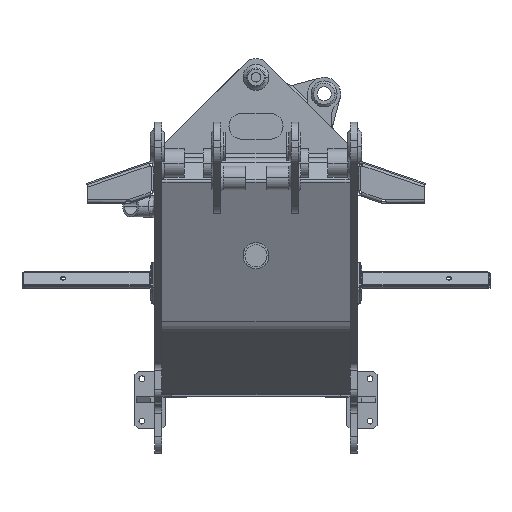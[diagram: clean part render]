
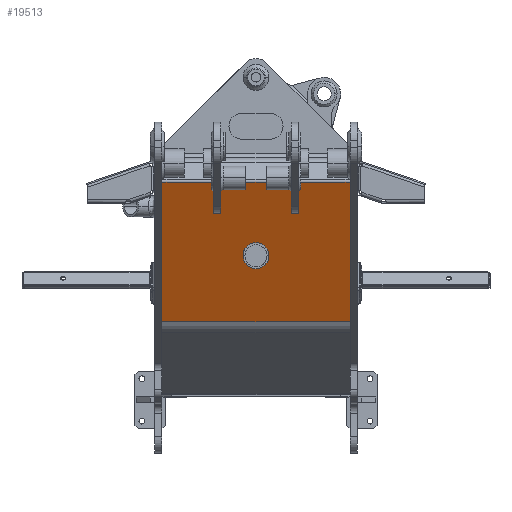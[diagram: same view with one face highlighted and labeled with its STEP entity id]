
A CAD part, top view. The second image highlights one B-rep face of the part: STEP entity #19513.
In plain terms, the highlighted face is planar.
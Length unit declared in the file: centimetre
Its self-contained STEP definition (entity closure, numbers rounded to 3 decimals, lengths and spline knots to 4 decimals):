
#126 = CARTESIAN_POINT ( 'NONE',  ( -11.43, 36.7855, 63.6022 ) ) ;
#218 = VECTOR ( 'NONE', #16797, 100. ) ;
#553 = VERTEX_POINT ( 'NONE', #4295 ) ;
#1239 = ORIENTED_EDGE ( 'NONE', *, *, #4187, .T. ) ;
#1564 = EDGE_CURVE ( 'NONE', #2998, #7819, #6288, .T. ) ;
#1776 = VERTEX_POINT ( 'NONE', #15016 ) ;
#2765 = CARTESIAN_POINT ( 'NONE',  ( 11.43, 36.7855, 63.6022 ) ) ;
#2838 = DIRECTION ( 'NONE',  ( 1., 0., 0. ) ) ;
#2998 = VERTEX_POINT ( 'NONE', #20386 ) ;
#3332 = EDGE_CURVE ( 'NONE', #23536, #20503, #7811, .T. ) ;
#3621 = AXIS2_PLACEMENT_3D ( 'NONE', #14859, #21906, #22255 ) ;
#3904 = EDGE_CURVE ( 'NONE', #22770, #16673, #12131, .T. ) ;
#3999 = ORIENTED_EDGE ( 'NONE', *, *, #1564, .T. ) ;
#4187 = EDGE_CURVE ( 'NONE', #5081, #16524, #4477, .T. ) ;
#4295 = CARTESIAN_POINT ( 'NONE',  ( 9.525, 28.3807, 67.7526 ) ) ;
#4333 = VECTOR ( 'NONE', #13514, 100. ) ;
#4477 = LINE ( 'NONE', #18941, #14557 ) ;
#4488 = CARTESIAN_POINT ( 'NONE',  ( 11.43, 28.3807, 67.7526 ) ) ;
#4522 = ORIENTED_EDGE ( 'NONE', *, *, #17292, .F. ) ;
#4934 = CARTESIAN_POINT ( 'NONE',  ( -3.4925, 48.1861, 57.9725 ) ) ;
#5081 = VERTEX_POINT ( 'NONE', #2765 ) ;
#5112 = ORIENTED_EDGE ( 'NONE', *, *, #19048, .F. ) ;
#5159 = FACE_BOUND ( 'NONE', #9057, .T. ) ;
#5209 = CARTESIAN_POINT ( 'NONE',  ( 3.4925, 41.2011, 61.4218 ) ) ;
#5246 = ORIENTED_EDGE ( 'NONE', *, *, #19922, .T. ) ;
#5496 = CARTESIAN_POINT ( 'NONE',  ( 9.525, 36.7855, 63.6022 ) ) ;
#5513 = CARTESIAN_POINT ( 'NONE',  ( -11.43, 32.3554, 65.7899 ) ) ;
#5713 = LINE ( 'NONE', #13486, #21816 ) ;
#5730 = LINE ( 'NONE', #9248, #8070 ) ;
#5839 = ORIENTED_EDGE ( 'NONE', *, *, #3332, .F. ) ;
#5912 = EDGE_CURVE ( 'NONE', #16524, #2998, #7270, .T. ) ;
#6280 = CARTESIAN_POINT ( 'NONE',  ( -9.525, 32.3554, 65.7899 ) ) ;
#6288 = LINE ( 'NONE', #13698, #10638 ) ;
#6292 = EDGE_CURVE ( 'NONE', #23300, #5081, #10182, .T. ) ;
#6766 = LINE ( 'NONE', #6280, #8492 ) ;
#7093 = FACE_OUTER_BOUND ( 'NONE', #23767, .T. ) ;
#7094 = ORIENTED_EDGE ( 'NONE', *, *, #7512, .F. ) ;
#7270 = LINE ( 'NONE', #9097, #22339 ) ;
#7512 = EDGE_CURVE ( 'NONE', #21518, #17006, #5730, .T. ) ;
#7811 = LINE ( 'NONE', #5513, #218 ) ;
#7819 = VERTEX_POINT ( 'NONE', #8088 ) ;
#7898 = CARTESIAN_POINT ( 'NONE',  ( 3.4925, 55.1711, 54.5232 ) ) ;
#7899 = DIRECTION ( 'NONE',  ( 0., 0.897, -0.443 ) ) ;
#7911 = CARTESIAN_POINT ( 'NONE',  ( -9.525, 36.7855, 63.6022 ) ) ;
#8070 = VECTOR ( 'NONE', #7899, 100. ) ;
#8088 = CARTESIAN_POINT ( 'NONE',  ( 25.4, 65.9661, 49.1925 ) ) ;
#8346 = VECTOR ( 'NONE', #2838, 100. ) ;
#8492 = VECTOR ( 'NONE', #17570, 100. ) ;
#8543 = DIRECTION ( 'NONE',  ( 1., 0., 0. ) ) ;
#9057 = EDGE_LOOP ( 'NONE', ( #11578, #18993 ) ) ;
#9097 = CARTESIAN_POINT ( 'NONE',  ( 25.4, 28.3807, 67.7526 ) ) ;
#9123 = EDGE_CURVE ( 'NONE', #16673, #22770, #10611, .T. ) ;
#9248 = CARTESIAN_POINT ( 'NONE',  ( -25.4, 42.8159, 60.6244 ) ) ;
#9819 = DIRECTION ( 'NONE',  ( 0., -0.897, 0.443 ) ) ;
#10002 = CARTESIAN_POINT ( 'NONE',  ( -11.43, 28.3807, 67.7526 ) ) ;
#10137 = LINE ( 'NONE', #10377, #10909 ) ;
#10182 = LINE ( 'NONE', #14061, #21980 ) ;
#10377 = CARTESIAN_POINT ( 'NONE',  ( -11.43, 28.3807, 67.7526 ) ) ;
#10611 =( BOUNDED_CURVE ( )  B_SPLINE_CURVE ( 3, ( #21836, #5209, #17955, #19897 ),
 .UNSPECIFIED., .F., .F. ) 
 B_SPLINE_CURVE_WITH_KNOTS ( ( 4, 4 ),
 ( 1.5708, 4.7124 ),
 .UNSPECIFIED. ) 
 CURVE ( )  GEOMETRIC_REPRESENTATION_ITEM ( )  RATIONAL_B_SPLINE_CURVE ( ( 1., 0.333, 0.333, 1. ) ) 
 REPRESENTATION_ITEM ( '' )  );
#10629 = VECTOR ( 'NONE', #15410, 100. ) ;
#10638 = VECTOR ( 'NONE', #12247, 100. ) ;
#10909 = VECTOR ( 'NONE', #8543, 100. ) ;
#11578 = ORIENTED_EDGE ( 'NONE', *, *, #9123, .T. ) ;
#12071 = CARTESIAN_POINT ( 'NONE',  ( -25.4, 28.3807, 67.7526 ) ) ;
#12131 =( BOUNDED_CURVE ( )  B_SPLINE_CURVE ( 3, ( #20781, #17373, #7898, #15569 ),
 .UNSPECIFIED., .F., .F. ) 
 B_SPLINE_CURVE_WITH_KNOTS ( ( 4, 4 ),
 ( 4.7124, 7.854 ),
 .UNSPECIFIED. ) 
 CURVE ( )  GEOMETRIC_REPRESENTATION_ITEM ( )  RATIONAL_B_SPLINE_CURVE ( ( 1., 0.333, 0.333, 1. ) ) 
 REPRESENTATION_ITEM ( '' )  );
#12247 = DIRECTION ( 'NONE',  ( 0., 0.897, -0.443 ) ) ;
#13241 = DIRECTION ( 'NONE',  ( 0., -0.897, 0.443 ) ) ;
#13263 = EDGE_CURVE ( 'NONE', #14745, #1776, #6766, .T. ) ;
#13486 = CARTESIAN_POINT ( 'NONE',  ( 9.525, 32.3554, 65.7899 ) ) ;
#13514 = DIRECTION ( 'NONE',  ( -1., 0., 0. ) ) ;
#13698 = CARTESIAN_POINT ( 'NONE',  ( 25.4, 42.8159, 60.6244 ) ) ;
#14061 = CARTESIAN_POINT ( 'NONE',  ( 9.525, 36.7855, 63.6022 ) ) ;
#14529 = ORIENTED_EDGE ( 'NONE', *, *, #5912, .T. ) ;
#14557 = VECTOR ( 'NONE', #9819, 100. ) ;
#14745 = VERTEX_POINT ( 'NONE', #16902 ) ;
#14822 = ORIENTED_EDGE ( 'NONE', *, *, #13263, .T. ) ;
#14859 = CARTESIAN_POINT ( 'NONE',  ( -25.4, 42.8159, 60.6244 ) ) ;
#15016 = CARTESIAN_POINT ( 'NONE',  ( -9.525, 28.3807, 67.7526 ) ) ;
#15410 = DIRECTION ( 'NONE',  ( 1., 0., 0. ) ) ;
#15569 = CARTESIAN_POINT ( 'NONE',  ( 3.4925, 48.1861, 57.9725 ) ) ;
#15647 = CARTESIAN_POINT ( 'NONE',  ( 9.525, 28.3807, 67.7526 ) ) ;
#15700 = EDGE_CURVE ( 'NONE', #21518, #20503, #10137, .T. ) ;
#16071 = LINE ( 'NONE', #23472, #8346 ) ;
#16524 = VERTEX_POINT ( 'NONE', #4488 ) ;
#16673 = VERTEX_POINT ( 'NONE', #20876 ) ;
#16797 = DIRECTION ( 'NONE',  ( 0., -0.897, 0.443 ) ) ;
#16902 = CARTESIAN_POINT ( 'NONE',  ( -9.525, 36.7855, 63.6022 ) ) ;
#17006 = VERTEX_POINT ( 'NONE', #21299 ) ;
#17292 = EDGE_CURVE ( 'NONE', #14745, #23536, #22376, .T. ) ;
#17337 = LINE ( 'NONE', #15647, #10629 ) ;
#17373 = CARTESIAN_POINT ( 'NONE',  ( -3.4925, 55.1711, 54.5232 ) ) ;
#17570 = DIRECTION ( 'NONE',  ( 0., -0.897, 0.443 ) ) ;
#17955 = CARTESIAN_POINT ( 'NONE',  ( -3.4925, 41.2011, 61.4218 ) ) ;
#18327 = DIRECTION ( 'NONE',  ( 1., 0., 0. ) ) ;
#18451 = ORIENTED_EDGE ( 'NONE', *, *, #6292, .T. ) ;
#18941 = CARTESIAN_POINT ( 'NONE',  ( 11.43, 32.3554, 65.7899 ) ) ;
#18993 = ORIENTED_EDGE ( 'NONE', *, *, #3904, .T. ) ;
#19048 = EDGE_CURVE ( 'NONE', #23300, #553, #5713, .T. ) ;
#19513 = ADVANCED_FACE ( 'NONE', ( #5159, #7093 ), #22025, .F. ) ;
#19769 = DIRECTION ( 'NONE',  ( 1., 0., 0. ) ) ;
#19897 = CARTESIAN_POINT ( 'NONE',  ( -3.4925, 48.1861, 57.9725 ) ) ;
#19922 = EDGE_CURVE ( 'NONE', #1776, #553, #17337, .T. ) ;
#20386 = CARTESIAN_POINT ( 'NONE',  ( 25.4, 28.3807, 67.7526 ) ) ;
#20503 = VERTEX_POINT ( 'NONE', #10002 ) ;
#20781 = CARTESIAN_POINT ( 'NONE',  ( -3.4925, 48.1861, 57.9725 ) ) ;
#20876 = CARTESIAN_POINT ( 'NONE',  ( 3.4925, 48.1861, 57.9725 ) ) ;
#21299 = CARTESIAN_POINT ( 'NONE',  ( -25.4, 65.9661, 49.1925 ) ) ;
#21510 = ORIENTED_EDGE ( 'NONE', *, *, #23180, .F. ) ;
#21518 = VERTEX_POINT ( 'NONE', #12071 ) ;
#21816 = VECTOR ( 'NONE', #13241, 100. ) ;
#21836 = CARTESIAN_POINT ( 'NONE',  ( 3.4925, 48.1861, 57.9725 ) ) ;
#21906 = DIRECTION ( 'NONE',  ( 0., -0.443, -0.897 ) ) ;
#21980 = VECTOR ( 'NONE', #19769, 100. ) ;
#22025 = PLANE ( 'NONE',  #3621 ) ;
#22255 = DIRECTION ( 'NONE',  ( 0., 0.897, -0.443 ) ) ;
#22339 = VECTOR ( 'NONE', #18327, 100. ) ;
#22376 = LINE ( 'NONE', #7911, #4333 ) ;
#22770 = VERTEX_POINT ( 'NONE', #4934 ) ;
#22808 = ORIENTED_EDGE ( 'NONE', *, *, #15700, .T. ) ;
#23180 = EDGE_CURVE ( 'NONE', #17006, #7819, #16071, .T. ) ;
#23300 = VERTEX_POINT ( 'NONE', #5496 ) ;
#23472 = CARTESIAN_POINT ( 'NONE',  ( -25.4, 65.9661, 49.1925 ) ) ;
#23536 = VERTEX_POINT ( 'NONE', #126 ) ;
#23767 = EDGE_LOOP ( 'NONE', ( #1239, #14529, #3999, #21510, #7094, #22808, #5839, #4522, #14822, #5246, #5112, #18451 ) ) ;
